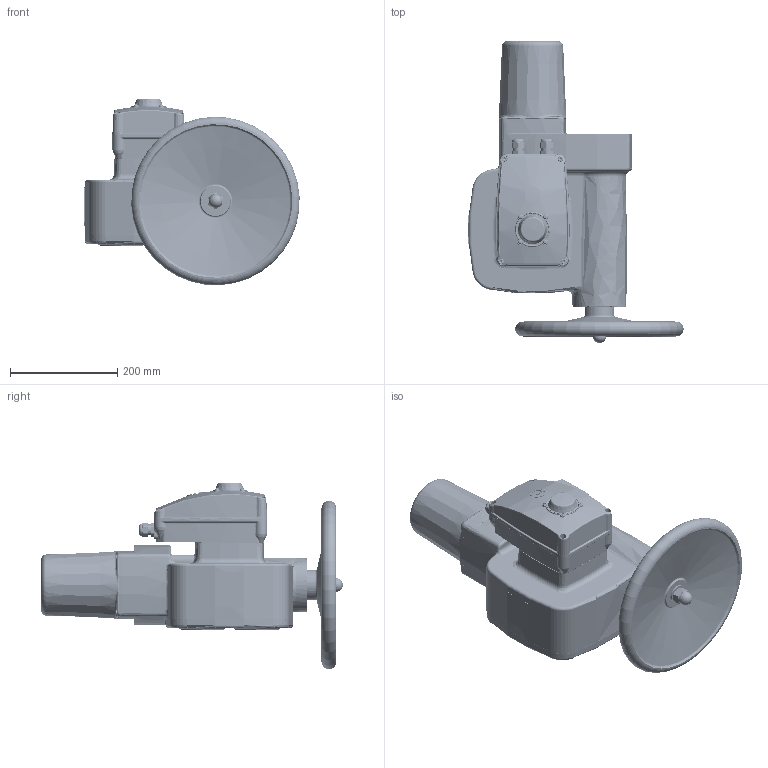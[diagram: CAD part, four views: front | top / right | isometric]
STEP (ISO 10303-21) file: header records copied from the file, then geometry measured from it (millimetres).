
FILE_DESCRIPTION(/* description */ ('','CAx-IF Rec.Pracs.---Representation and Presentation of Product Manufacturing Information (PMI)---3.8---2014-02-18'),/* implementation_level */ '2;1');
FILE_NAME(/* name */ 'E210.stp',/* time_stamp */ '2018-08-13T09:50:59+02:00',/* author */ ('hellwig'),/* organization */ (''),/* preprocessor_version */ 'ST-DEVELOPER v16.5',/* originating_system */ 'Autodesk Inventor 2017',/* authorisation */ '');
FILE_SCHEMA (('AP242_MANAGED_MODEL_BASED_3D_ENGINEERING_MIM_LF { 1 0 10303 442 1 1 4 }'));
Length unit declared in the file: millimetre
Products named in the file (1): M33581
Bounding box: 402.26 x 564 x 348.26 mm (x, y, z)
Volume: 7750412.8 mm3; surface area: 1415681.8 mm2
Topology: 11 solids, 72 shells, 4768 faces, 11708 edges, 7043 vertices
Faces by surface type: plane 1321, cylinder 1193, bspline 1053, torus 560, cone 431, sphere 210
Full cylindrical faces by diameter (mm): 2.5 x2, 3.242 x7, 3.5 x2, 4 x4, 4.134 x1, 4.7 x4, 4.917 x18, 5.2 x4, 6 x14, 6.5 x14, 6.647 x8, 7.2 x3, 8 x11, 9 x8, 10 x26, 10.106 x4, 10.5 x1, 11 x14, 12 x2, 12.3 x2, 13 x8, 13.5 x2, 13.7 x2, 14.1 x2, 14.6 x2, 15 x12, 15.294 x1, 17 x1, 17.294 x4, 18.376 x2
Entity records: 167728 total; most frequent: CARTESIAN_POINT 58844, DIRECTION 21587, ORIENTED_EDGE 21322, EDGE_CURVE 10638, AXIS2_PLACEMENT_3D 9200, VERTEX_POINT 6760, EDGE_LOOP 5642, CIRCLE 4935
